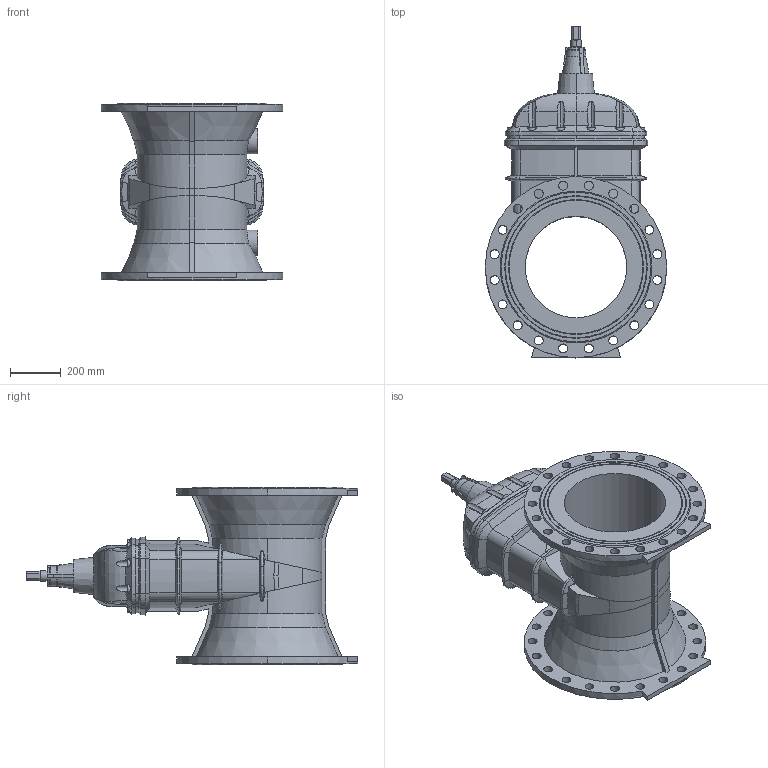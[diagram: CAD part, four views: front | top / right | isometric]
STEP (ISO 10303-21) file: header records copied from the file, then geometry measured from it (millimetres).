
FILE_DESCRIPTION (( 'STEP AP203' ), '1' );
FILE_NAME ('O_02_60_DN500.STEP', '2015-01-30T07:25:46', ( '' ), ( '' ), 'SwSTEP 2.0', 'SolidWorks 2012', '' );
FILE_SCHEMA (( 'CONFIG_CONTROL_DESIGN' ));
Length unit declared in the file: millimetre
Products named in the file (1): O_02_60_DN500
Bounding box: 715 x 1308.5 x 700 mm (x, y, z)
Volume: 106425166.7 mm3; surface area: 3931368 mm2
Topology: 1 solids, 1 shells, 531 faces, 1408 edges, 889 vertices
Faces by surface type: cone 190, cylinder 173, plane 104, torus 60, bspline 4
Entity records: 19610 total; most frequent: CARTESIAN_POINT 6529, ORIENTED_EDGE 2808, DIRECTION 2679, EDGE_CURVE 1404, AXIS2_PLACEMENT_3D 1119, VERTEX_POINT 889, EDGE_LOOP 627, CIRCLE 591
